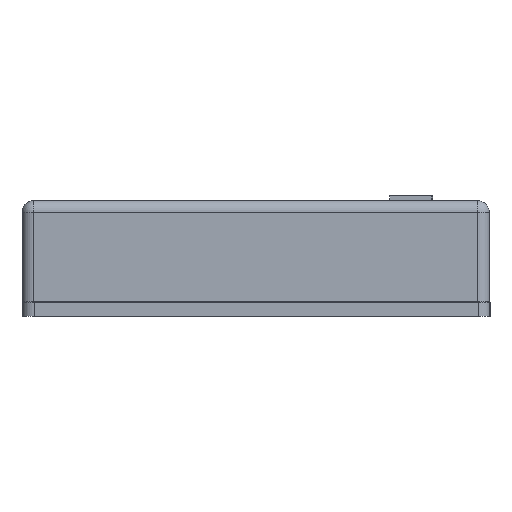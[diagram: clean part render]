
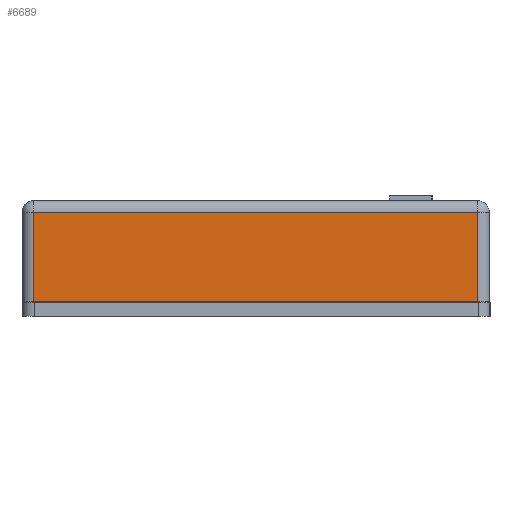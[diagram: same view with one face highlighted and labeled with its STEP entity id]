
A CAD part, left-side view. The second image highlights one B-rep face of the part: STEP entity #6689.
In plain terms, the highlighted planar face has unit normal (-1, 0, 0).
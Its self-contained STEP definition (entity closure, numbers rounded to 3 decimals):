
#1588=CARTESIAN_POINT('Vertex',(0.,195.,45.)) ;
#2888=CARTESIAN_POINT('Line Origine',(0.,100.,45.)) ;
#2892=CARTESIAN_POINT('Vertex',(0.,5.,45.)) ;
#6591=CARTESIAN_POINT('Line Origine',(0.,5.,27.5)) ;
#6595=CARTESIAN_POINT('Vertex',(0.,5.,6.697)) ;
#6666=CARTESIAN_POINT('Axis2P3D Location',(0.,200.,0.)) ;
#6671=CARTESIAN_POINT('Line Origine',(0.,195.,25.848)) ;
#6675=CARTESIAN_POINT('Vertex',(0.,195.,6.697)) ;
#6678=CARTESIAN_POINT('Line Origine',(0.,100.,6.697)) ;
#2889=DIRECTION('Vector Direction',(0.,1.,0.)) ;
#6592=DIRECTION('Vector Direction',(0.,0.,1.)) ;
#6667=DIRECTION('Axis2P3D Direction',(-1.,0.,0.)) ;
#6668=DIRECTION('Axis2P3D XDirection',(0.,-1.,0.)) ;
#6672=DIRECTION('Vector Direction',(0.,0.,1.)) ;
#6679=DIRECTION('Vector Direction',(0.,-1.,0.)) ;
#6669=AXIS2_PLACEMENT_3D('Plane Axis2P3D',#6666,#6667,#6668) ;
#6684=ORIENTED_EDGE('',*,*,#6597,.F.) ;
#6685=ORIENTED_EDGE('',*,*,#2894,.F.) ;
#6686=ORIENTED_EDGE('',*,*,#6677,.T.) ;
#6687=ORIENTED_EDGE('',*,*,#6682,.T.) ;
#2890=VECTOR('Line Direction',#2889,1.) ;
#6593=VECTOR('Line Direction',#6592,1.) ;
#6673=VECTOR('Line Direction',#6672,1.) ;
#6680=VECTOR('Line Direction',#6679,1.) ;
#6689=ADVANCED_FACE('PartBody',(#6688),#6670,.T.) ;
#2894=EDGE_CURVE('',#1589,#2893,#2891,.F.) ;
#6597=EDGE_CURVE('',#2893,#6596,#6594,.F.) ;
#6677=EDGE_CURVE('',#1589,#6676,#6674,.F.) ;
#6682=EDGE_CURVE('',#6676,#6596,#6681,.T.) ;
#6683=EDGE_LOOP('',(#6684,#6685,#6686,#6687)) ;
#6688=FACE_OUTER_BOUND('',#6683,.T.) ;
#2891=LINE('Line',#2888,#2890) ;
#6594=LINE('Line',#6591,#6593) ;
#6674=LINE('Line',#6671,#6673) ;
#6681=LINE('Line',#6678,#6680) ;
#6670=PLANE('Plane',#6669) ;
#1589=VERTEX_POINT('',#1588) ;
#2893=VERTEX_POINT('',#2892) ;
#6596=VERTEX_POINT('',#6595) ;
#6676=VERTEX_POINT('',#6675) ;
